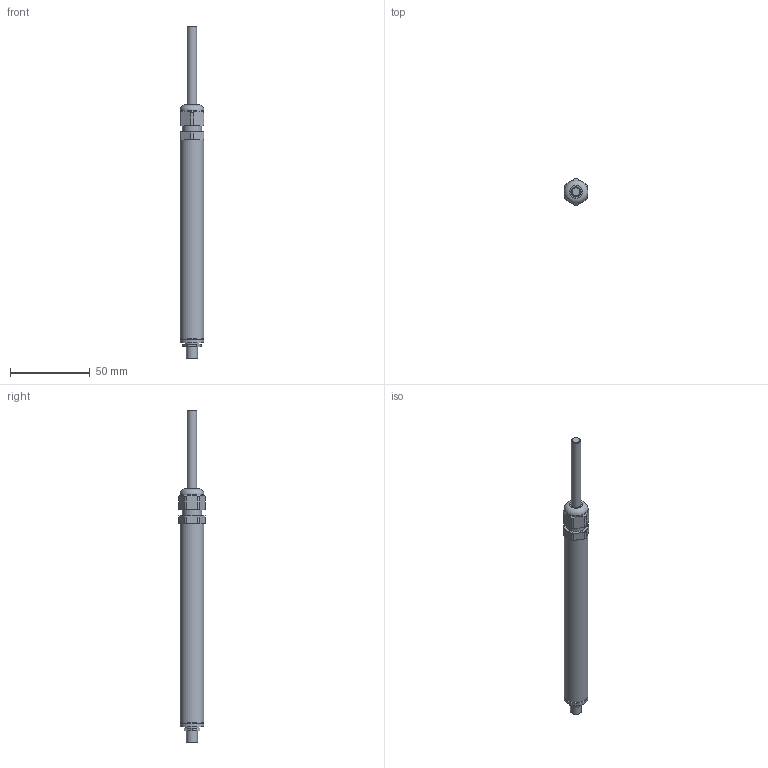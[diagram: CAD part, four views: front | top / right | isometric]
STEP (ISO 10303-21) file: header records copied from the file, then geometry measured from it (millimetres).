
FILE_DESCRIPTION(/* description */ (''),/* implementation_level */ '2;1');
FILE_NAME(/* name */ 'Pi-T001Zxx.step',/* time_stamp */ '2021-08-02T08:53:09+02:00',/* author */ (''),/* organization */ (''),/* preprocessor_version */ 'ST-DEVELOPER v18.1',/* originating_system */ 'Autodesk Translation Framework v10.9.0.1377',/* authorisation */ '');
FILE_SCHEMA (('AUTOMOTIVE_DESIGN { 1 0 10303 214 3 1 1 }'));
Length unit declared in the file: millimetre
Products named in the file (8): Pi-T001Zxx; Pi-xxx1Z; M12-4pin; Component1; Component2; PiOne_T0; M12_dlawnica; Temperatura_Tx
Assembly tree (7 placements, depth 4):
  Pi-T001Zxx
    Pi-xxx1Z
      M12-4pin
        Component1
        Component2
    PiOne_T0
      M12_dlawnica
      Temperatura_Tx
Bounding box: 15 x 16.59 x 208.54 mm (x, y, z)
Volume: 13104.1 mm3; surface area: 16712.5 mm2
Topology: 5 solids, 5 shells, 103 faces, 210 edges, 134 vertices
Faces by surface type: plane 45, cylinder 32, cone 16, torus 6, bspline 4
Full cylindrical faces by diameter (mm): 1 x4, 4 x1, 5 x1, 5.5 x1, 6 x2, 7 x1, 8 x1, 9 x1, 9.957 x1, 12 x4, 15 x3
Entity records: 3017 total; most frequent: CARTESIAN_POINT 614, DIRECTION 522, ORIENTED_EDGE 420, AXIS2_PLACEMENT_3D 222, EDGE_CURVE 210, VERTEX_POINT 134, EDGE_LOOP 124, CIRCLE 108
